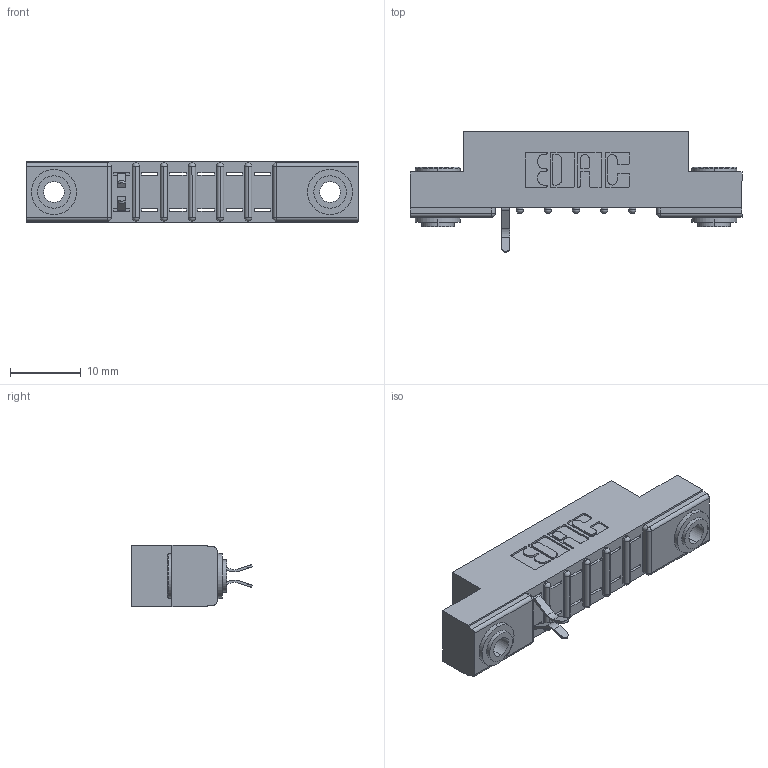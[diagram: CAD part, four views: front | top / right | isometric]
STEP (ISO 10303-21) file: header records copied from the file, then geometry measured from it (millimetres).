
FILE_DESCRIPTION (( 'STEP AP203' ), '1' );
FILE_NAME ('357-012-556-203.STEP', '2018-08-07T22:16:27', ( '' ), ( '' ), 'SwSTEP 2.0', 'SolidWorks 2016', '' );
FILE_SCHEMA (( 'CONFIG_CONTROL_DESIGN' ));
Length unit declared in the file: inch
Products named in the file (4): 307-290-001_556; 345-250-002_345-250-002-102; 357-012-556-203; 307 Part_.156 Dia Mounting Holes
Assembly tree (5 placements, depth 2):
  357-012-556-203
    307 Part_.156 Dia Mounting Holes
    307-290-001_556  x2
    345-250-002_345-250-002-102  x2
Bounding box: 46.79 x 16.97 x 8.71 mm (x, y, z)
Volume: 2933.6 mm3; surface area: 3827.8 mm2
Topology: 5 solids, 5 shells, 377 faces, 1039 edges, 666 vertices
Faces by surface type: plane 220, cylinder 135, sphere 14, cone 8
Entity records: 10623 total; most frequent: CARTESIAN_POINT 1773, DIRECTION 1757, ORIENTED_EDGE 1754, EDGE_CURVE 877, VECTOR 649, LINE 649, VERTEX_POINT 570, AXIS2_PLACEMENT_3D 554
